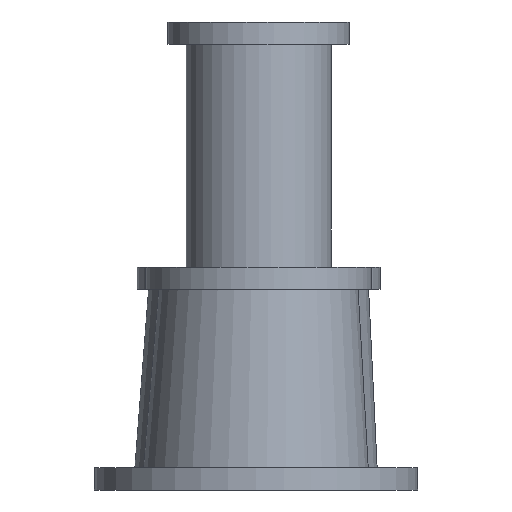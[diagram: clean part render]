
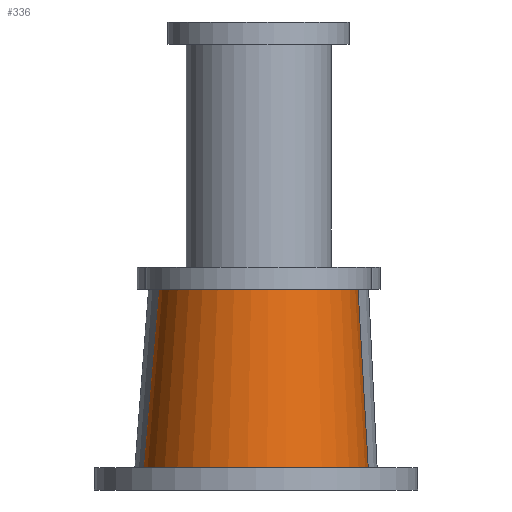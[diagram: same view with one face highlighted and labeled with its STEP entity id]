
A CAD part, left-side view. The second image highlights one B-rep face of the part: STEP entity #336.
In plain terms, the highlighted free-form (B-spline) face has degree [1, 2] with [2, 9] control points.
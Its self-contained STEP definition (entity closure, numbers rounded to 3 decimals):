
#19=B_SPLINE_CURVE_WITH_KNOTS('',1,(#601,#602),.UNSPECIFIED.,.F.,.F.,(2,
2),(-1.588,0.),.UNSPECIFIED.);
#25=(
BOUNDED_SURFACE()
B_SPLINE_SURFACE(1,2,((#581,#582,#583,#584,#585,#586,#587,#588,#589),(#590,
#591,#592,#593,#594,#595,#596,#597,#598)),.UNSPECIFIED.,.F.,.T.,.F.)
B_SPLINE_SURFACE_WITH_KNOTS((2,2),(3,2,2,2,3),(-0.019,1.605),
(-3.142,-1.571,0.,1.571,3.142),
 .UNSPECIFIED.)
GEOMETRIC_REPRESENTATION_ITEM()
RATIONAL_B_SPLINE_SURFACE(((1.,0.707,1.,0.707,1.,
0.707,1.,0.707,1.),(1.,0.707,1.,0.707,
1.,0.707,1.,0.707,1.)))
REPRESENTATION_ITEM('')
SURFACE()
);
#76=FACE_OUTER_BOUND('',#107,.T.);
#107=EDGE_LOOP('',(#255,#256,#257,#258));
#134=CIRCLE('',#372,10.1);
#143=CIRCLE('',#388,8.95);
#160=VERTEX_POINT('',#533);
#169=VERTEX_POINT('',#599);
#188=EDGE_CURVE('',#160,#160,#134,.T.);
#201=EDGE_CURVE('',#169,#169,#143,.T.);
#202=EDGE_CURVE('',#169,#160,#19,.T.);
#255=ORIENTED_EDGE('',*,*,#201,.F.);
#256=ORIENTED_EDGE('',*,*,#202,.T.);
#257=ORIENTED_EDGE('',*,*,#188,.T.);
#258=ORIENTED_EDGE('',*,*,#202,.F.);
#336=ADVANCED_FACE('',(#76),#25,.F.);
#372=AXIS2_PLACEMENT_3D('',#534,#425,#426);
#388=AXIS2_PLACEMENT_3D('',#600,#460,#461);
#425=DIRECTION('center_axis',(0.,0.,1.));
#426=DIRECTION('ref_axis',(1.,0.,0.));
#460=DIRECTION('center_axis',(0.,0.,1.));
#461=DIRECTION('ref_axis',(-0.912,0.409,0.));
#533=CARTESIAN_POINT('',(25.31,7.077,2.));
#534=CARTESIAN_POINT('Origin',(16.104,11.232,2.));
#581=CARTESIAN_POINT('Ctrl Pts',(25.324,7.074,1.809));
#582=CARTESIAN_POINT('Ctrl Pts',(29.473,16.295,1.969));
#583=CARTESIAN_POINT('Ctrl Pts',(20.249,20.445,1.969));
#584=CARTESIAN_POINT('Ctrl Pts',(11.026,24.594,1.969));
#585=CARTESIAN_POINT('Ctrl Pts',(6.877,15.373,1.809));
#586=CARTESIAN_POINT('Ctrl Pts',(2.729,6.153,1.65));
#587=CARTESIAN_POINT('Ctrl Pts',(11.952,2.003,1.65));
#588=CARTESIAN_POINT('Ctrl Pts',(21.175,-2.147,1.65));
#589=CARTESIAN_POINT('Ctrl Pts',(25.324,7.074,1.809));
#590=CARTESIAN_POINT('Ctrl Pts',(24.146,7.321,18.17));
#591=CARTESIAN_POINT('Ctrl Pts',(27.812,15.47,18.311));
#592=CARTESIAN_POINT('Ctrl Pts',(19.661,19.137,18.311));
#593=CARTESIAN_POINT('Ctrl Pts',(11.51,22.804,18.311));
#594=CARTESIAN_POINT('Ctrl Pts',(7.844,14.655,18.17));
#595=CARTESIAN_POINT('Ctrl Pts',(4.178,6.507,18.029));
#596=CARTESIAN_POINT('Ctrl Pts',(12.329,2.84,18.029));
#597=CARTESIAN_POINT('Ctrl Pts',(20.479,-0.828,18.029));
#598=CARTESIAN_POINT('Ctrl Pts',(24.146,7.321,18.17));
#599=CARTESIAN_POINT('',(24.158,7.319,18.));
#600=CARTESIAN_POINT('Origin',(16.,11.,18.));
#601=CARTESIAN_POINT('Ctrl Pts',(24.158,7.319,18.));
#602=CARTESIAN_POINT('Ctrl Pts',(25.31,7.077,2.));
